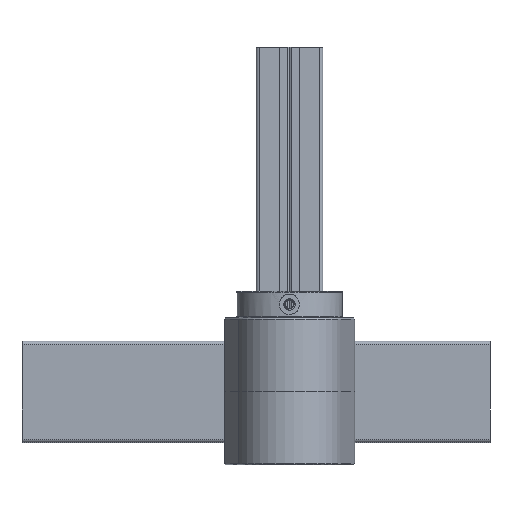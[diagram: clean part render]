
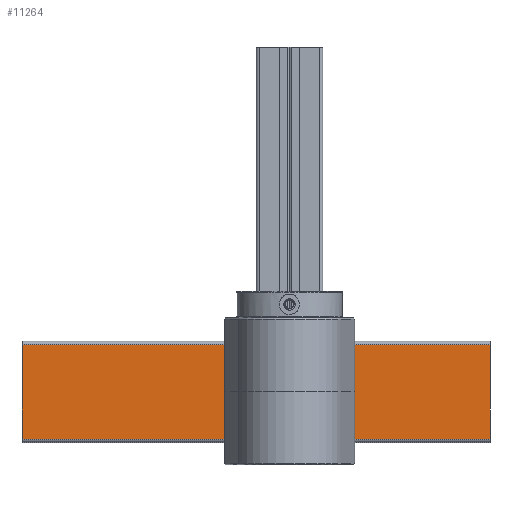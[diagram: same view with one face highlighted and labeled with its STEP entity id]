
A CAD part, front view. The second image highlights one B-rep face of the part: STEP entity #11264.
In plain terms, the highlighted planar face has unit normal (0, -1, 0).
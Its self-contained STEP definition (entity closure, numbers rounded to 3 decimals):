
#264=PLANE('',#11954);
#681=FACE_OUTER_BOUND('',#1308,.T.);
#1308=EDGE_LOOP('',(#7626,#7627,#7628,#7629));
#1975=LINE('',#16544,#3091);
#1976=LINE('',#16548,#3092);
#1977=LINE('',#16552,#3093);
#1978=LINE('',#16553,#3094);
#3091=VECTOR('',#13120,10.);
#3092=VECTOR('',#13125,10.);
#3093=VECTOR('',#13130,10.);
#3094=VECTOR('',#13131,10.);
#4725=VERTEX_POINT('',#16541);
#4726=VERTEX_POINT('',#16543);
#4727=VERTEX_POINT('',#16547);
#4728=VERTEX_POINT('',#16551);
#5871=EDGE_CURVE('',#4725,#4726,#1975,.T.);
#5873=EDGE_CURVE('',#4726,#4727,#1976,.T.);
#5875=EDGE_CURVE('',#4728,#4725,#1977,.T.);
#5876=EDGE_CURVE('',#4728,#4727,#1978,.T.);
#7626=ORIENTED_EDGE('',*,*,#5873,.F.);
#7627=ORIENTED_EDGE('',*,*,#5871,.F.);
#7628=ORIENTED_EDGE('',*,*,#5875,.F.);
#7629=ORIENTED_EDGE('',*,*,#5876,.T.);
#11264=ADVANCED_FACE('',(#681),#264,.T.);
#11954=AXIS2_PLACEMENT_3D('',#16550,#13128,#13129);
#13120=DIRECTION('',(0.,0.,-1.));
#13125=DIRECTION('',(-1.,0.,0.));
#13128=DIRECTION('center_axis',(0.,-1.,0.));
#13129=DIRECTION('ref_axis',(0.,0.,-1.));
#13130=DIRECTION('',(1.,0.,0.));
#13131=DIRECTION('',(0.,0.,-1.));
#16541=CARTESIAN_POINT('',(140.,0.,29.3));
#16543=CARTESIAN_POINT('',(140.,0.,1.));
#16544=CARTESIAN_POINT('',(140.,0.,30.3));
#16547=CARTESIAN_POINT('',(0.,0.,1.));
#16548=CARTESIAN_POINT('',(0.,0.,1.));
#16550=CARTESIAN_POINT('Origin',(0.,0.,30.3));
#16551=CARTESIAN_POINT('',(0.,0.,29.3));
#16552=CARTESIAN_POINT('',(0.,0.,29.3));
#16553=CARTESIAN_POINT('',(0.,0.,30.3));
